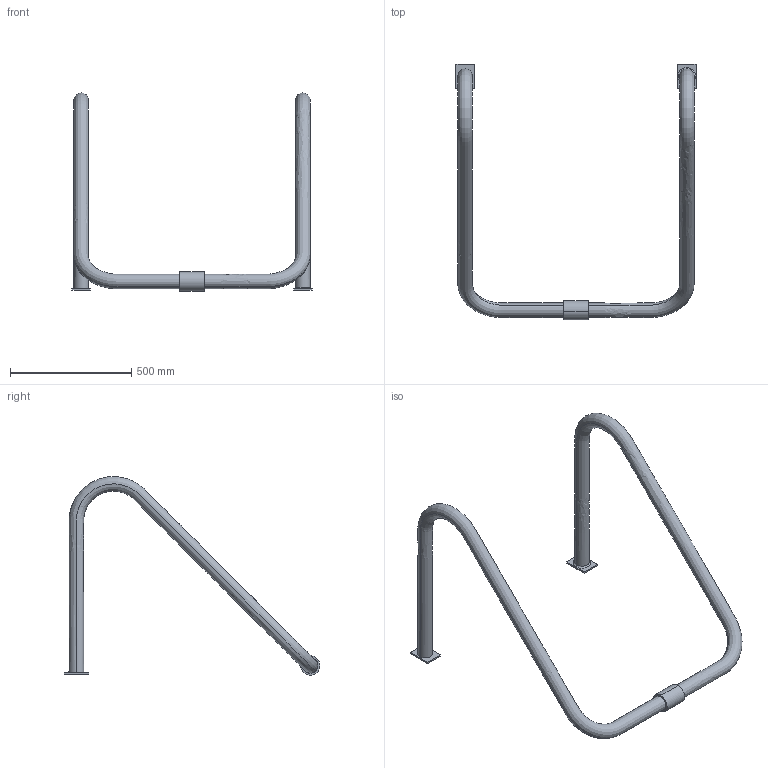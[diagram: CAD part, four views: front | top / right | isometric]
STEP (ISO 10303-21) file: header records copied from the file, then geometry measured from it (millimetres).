
FILE_DESCRIPTION(/* description */ (''),/* implementation_level */ '2;1');
FILE_NAME(/* name */ 'LOCAL4',/* time_stamp */ '2011-08-02T09:35:13-05:00',/* author */ (''),/* organization */ (''),/* preprocessor_version */ 'ST-DEVELOPER v10',/* originating_system */ '',/* authorisation */ '');
FILE_SCHEMA (('CONFIG_CONTROL_DESIGN'));
Length unit declared in the file: inch
Products named in the file (1): 1
Bounding box: 990.6 x 1055.76 x 818.47 mm (x, y, z)
Volume: 13731365 mm3; surface area: 978866 mm2
Topology: 2 solids, 2 shells, 22 faces, 46 edges, 30 vertices
Faces by surface type: plane 14, bspline 8
Entity records: 1688 total; most frequent: CARTESIAN_POINT 1280, ORIENTED_EDGE 92, EDGE_CURVE 46, VERTEX_POINT 30, B_SPLINE_CURVE_WITH_KNOTS 28, EDGE_LOOP 26, ADVANCED_FACE 22, FACE_OUTER_BOUND 22
